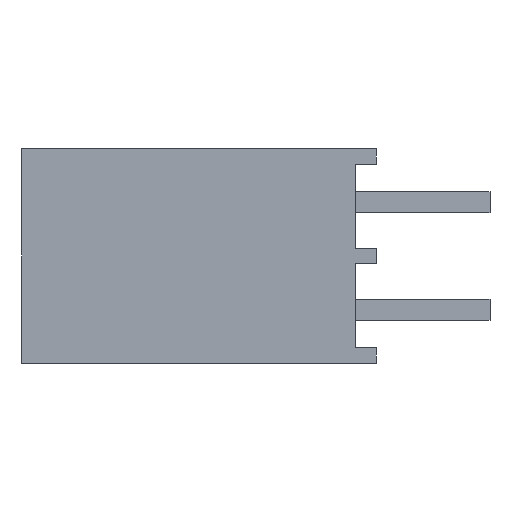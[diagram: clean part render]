
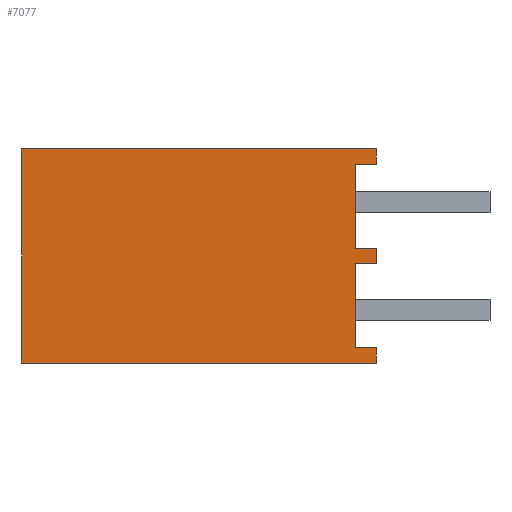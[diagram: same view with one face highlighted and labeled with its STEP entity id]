
A CAD part, left-side view. The second image highlights one B-rep face of the part: STEP entity #7077.
In plain terms, the highlighted planar face has unit normal (-1, 0, 0).
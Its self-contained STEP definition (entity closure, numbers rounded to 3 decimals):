
#91 = CARTESIAN_POINT ( 'NONE',  ( -6.35, 8.4, 2.54 ) ) ;
#197 = CARTESIAN_POINT ( 'NONE',  ( -6.35, 0., -2.54 ) ) ;
#349 = VERTEX_POINT ( 'NONE', #10201 ) ;
#471 = EDGE_CURVE ( 'NONE', #7085, #6200, #3448, .T. ) ;
#474 = DIRECTION ( 'NONE',  ( 0., -1., 0. ) ) ;
#649 = ORIENTED_EDGE ( 'NONE', *, *, #2036, .F. ) ;
#778 = DIRECTION ( 'NONE',  ( 0., -1., 0. ) ) ;
#893 = CARTESIAN_POINT ( 'NONE',  ( -6.35, 0.5, 2.18 ) ) ;
#1015 = LINE ( 'NONE', #8019, #1941 ) ;
#1202 = DIRECTION ( 'NONE',  ( 0., 0., 1. ) ) ;
#1494 = VECTOR ( 'NONE', #5838, 1000. ) ;
#1511 = LINE ( 'NONE', #3625, #11684 ) ;
#1629 = DIRECTION ( 'NONE',  ( 0., 1., 0. ) ) ;
#1639 = VECTOR ( 'NONE', #8207, 1000. ) ;
#1808 = EDGE_LOOP ( 'NONE', ( #9923, #6884, #10661, #3381, #649, #2674, #9311, #3022, #4682, #12410, #11549, #9304 ) ) ;
#1822 = LINE ( 'NONE', #893, #1494 ) ;
#1902 = AXIS2_PLACEMENT_3D ( 'NONE', #2277, #9177, #3284 ) ;
#1941 = VECTOR ( 'NONE', #11024, 1000. ) ;
#2036 = EDGE_CURVE ( 'NONE', #6398, #3958, #1822, .T. ) ;
#2210 = CARTESIAN_POINT ( 'NONE',  ( -6.35, 0., -2.18 ) ) ;
#2267 = VECTOR ( 'NONE', #474, 1000. ) ;
#2277 = CARTESIAN_POINT ( 'NONE',  ( -6.35, 8.4, -2.54 ) ) ;
#2286 = CARTESIAN_POINT ( 'NONE',  ( -6.35, 8.4, -2.54 ) ) ;
#2499 = CARTESIAN_POINT ( 'NONE',  ( -6.35, 0.5, -0.18 ) ) ;
#2674 = ORIENTED_EDGE ( 'NONE', *, *, #2992, .F. ) ;
#2816 = FACE_OUTER_BOUND ( 'NONE', #1808, .T. ) ;
#2992 = EDGE_CURVE ( 'NONE', #3454, #6398, #6185, .T. ) ;
#3022 = ORIENTED_EDGE ( 'NONE', *, *, #471, .F. ) ;
#3139 = VECTOR ( 'NONE', #9375, 1000. ) ;
#3203 = LINE ( 'NONE', #197, #10742 ) ;
#3284 = DIRECTION ( 'NONE',  ( 0., 0., -1. ) ) ;
#3352 = EDGE_CURVE ( 'NONE', #5163, #10558, #7501, .T. ) ;
#3360 = CARTESIAN_POINT ( 'NONE',  ( -6.35, 0.5, 0.18 ) ) ;
#3381 = ORIENTED_EDGE ( 'NONE', *, *, #5180, .F. ) ;
#3448 = LINE ( 'NONE', #91, #8706 ) ;
#3454 = VERTEX_POINT ( 'NONE', #4667 ) ;
#3625 = CARTESIAN_POINT ( 'NONE',  ( -6.35, 0., -0.18 ) ) ;
#3681 = CARTESIAN_POINT ( 'NONE',  ( -6.35, 0., 2.54 ) ) ;
#3896 = CARTESIAN_POINT ( 'NONE',  ( -6.35, 0., -0.18 ) ) ;
#3934 = CARTESIAN_POINT ( 'NONE',  ( -6.35, 0., -2.54 ) ) ;
#3958 = VERTEX_POINT ( 'NONE', #3360 ) ;
#4197 = LINE ( 'NONE', #2499, #3139 ) ;
#4224 = CARTESIAN_POINT ( 'NONE',  ( -6.35, 8.4, 2.54 ) ) ;
#4531 = DIRECTION ( 'NONE',  ( 0., 1., 0. ) ) ;
#4667 = CARTESIAN_POINT ( 'NONE',  ( -6.35, 0., 2.18 ) ) ;
#4682 = ORIENTED_EDGE ( 'NONE', *, *, #12068, .F. ) ;
#4888 = VECTOR ( 'NONE', #778, 1000. ) ;
#4905 = LINE ( 'NONE', #9761, #12407 ) ;
#5163 = VERTEX_POINT ( 'NONE', #7979 ) ;
#5180 = EDGE_CURVE ( 'NONE', #3958, #7626, #1015, .T. ) ;
#5370 = CARTESIAN_POINT ( 'NONE',  ( -6.35, 0., -2.18 ) ) ;
#5488 = CARTESIAN_POINT ( 'NONE',  ( -6.35, 0., 2.18 ) ) ;
#5838 = DIRECTION ( 'NONE',  ( 0., 0., -1. ) ) ;
#5871 = DIRECTION ( 'NONE',  ( 0., 0., 1. ) ) ;
#5993 = VERTEX_POINT ( 'NONE', #10968 ) ;
#6185 = LINE ( 'NONE', #5488, #8473 ) ;
#6200 = VERTEX_POINT ( 'NONE', #3681 ) ;
#6398 = VERTEX_POINT ( 'NONE', #7996 ) ;
#6480 = EDGE_CURVE ( 'NONE', #11478, #10558, #11767, .T. ) ;
#6884 = ORIENTED_EDGE ( 'NONE', *, *, #7632, .F. ) ;
#7077 = ADVANCED_FACE ( 'NONE', ( #2816 ), #11108, .F. ) ;
#7085 = VERTEX_POINT ( 'NONE', #4224 ) ;
#7488 = CARTESIAN_POINT ( 'NONE',  ( -6.35, 0., 0.18 ) ) ;
#7501 = LINE ( 'NONE', #5370, #2267 ) ;
#7626 = VERTEX_POINT ( 'NONE', #7488 ) ;
#7632 = EDGE_CURVE ( 'NONE', #9630, #5993, #1511, .T. ) ;
#7979 = CARTESIAN_POINT ( 'NONE',  ( -6.35, 0.5, -2.18 ) ) ;
#7996 = CARTESIAN_POINT ( 'NONE',  ( -6.35, 0.5, 2.18 ) ) ;
#8019 = CARTESIAN_POINT ( 'NONE',  ( -6.35, 0., 0.18 ) ) ;
#8165 = DIRECTION ( 'NONE',  ( 0., 0., 1. ) ) ;
#8207 = DIRECTION ( 'NONE',  ( 0., 0., 1. ) ) ;
#8473 = VECTOR ( 'NONE', #4531, 1000. ) ;
#8706 = VECTOR ( 'NONE', #9834, 1000. ) ;
#8756 = EDGE_CURVE ( 'NONE', #9630, #7626, #4905, .T. ) ;
#8963 = EDGE_CURVE ( 'NONE', #349, #11478, #10103, .T. ) ;
#9177 = DIRECTION ( 'NONE',  ( 1., 0., 0. ) ) ;
#9304 = ORIENTED_EDGE ( 'NONE', *, *, #3352, .F. ) ;
#9311 = ORIENTED_EDGE ( 'NONE', *, *, #9820, .T. ) ;
#9375 = DIRECTION ( 'NONE',  ( 0., 0., -1. ) ) ;
#9630 = VERTEX_POINT ( 'NONE', #3896 ) ;
#9761 = CARTESIAN_POINT ( 'NONE',  ( -6.35, 0., -2.54 ) ) ;
#9820 = EDGE_CURVE ( 'NONE', #3454, #6200, #3203, .T. ) ;
#9834 = DIRECTION ( 'NONE',  ( 0., -1., 0. ) ) ;
#9923 = ORIENTED_EDGE ( 'NONE', *, *, #10772, .F. ) ;
#10086 = CARTESIAN_POINT ( 'NONE',  ( -6.35, 0., -2.54 ) ) ;
#10103 = LINE ( 'NONE', #12531, #4888 ) ;
#10201 = CARTESIAN_POINT ( 'NONE',  ( -6.35, 8.4, -2.54 ) ) ;
#10558 = VERTEX_POINT ( 'NONE', #2210 ) ;
#10661 = ORIENTED_EDGE ( 'NONE', *, *, #8756, .T. ) ;
#10742 = VECTOR ( 'NONE', #1202, 1000. ) ;
#10772 = EDGE_CURVE ( 'NONE', #5993, #5163, #4197, .T. ) ;
#10968 = CARTESIAN_POINT ( 'NONE',  ( -6.35, 0.5, -0.18 ) ) ;
#11024 = DIRECTION ( 'NONE',  ( 0., -1., 0. ) ) ;
#11108 = PLANE ( 'NONE',  #1902 ) ;
#11442 = VECTOR ( 'NONE', #8165, 1000. ) ;
#11478 = VERTEX_POINT ( 'NONE', #3934 ) ;
#11549 = ORIENTED_EDGE ( 'NONE', *, *, #6480, .T. ) ;
#11684 = VECTOR ( 'NONE', #1629, 1000. ) ;
#11767 = LINE ( 'NONE', #10086, #11442 ) ;
#11822 = LINE ( 'NONE', #2286, #1639 ) ;
#12068 = EDGE_CURVE ( 'NONE', #349, #7085, #11822, .T. ) ;
#12407 = VECTOR ( 'NONE', #5871, 1000. ) ;
#12410 = ORIENTED_EDGE ( 'NONE', *, *, #8963, .T. ) ;
#12531 = CARTESIAN_POINT ( 'NONE',  ( -6.35, 8.4, -2.54 ) ) ;
